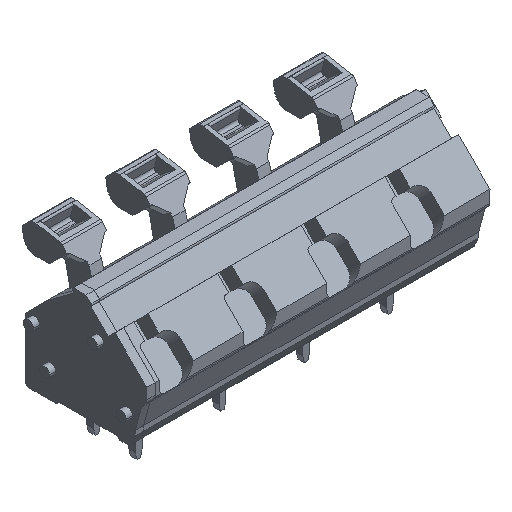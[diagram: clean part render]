
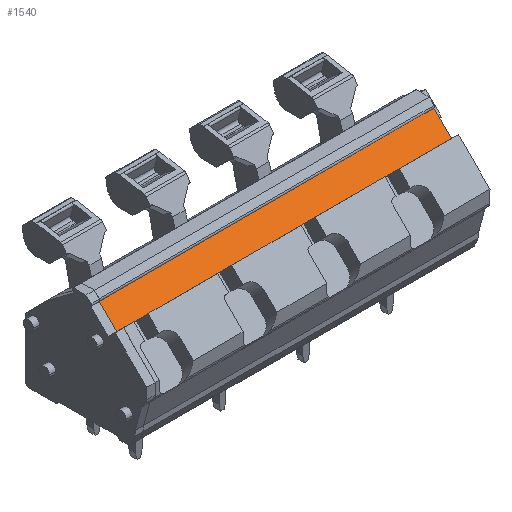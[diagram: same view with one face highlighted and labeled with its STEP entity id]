
A CAD part, isometric view. The second image highlights one B-rep face of the part: STEP entity #1540.
In plain terms, the highlighted planar face has unit normal (0, -0.707, 0.707).
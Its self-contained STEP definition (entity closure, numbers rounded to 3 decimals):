
#1456=AXIS2_PLACEMENT_3D('Plane Axis2P3D',#1453,#1454,#1455) ;
#252=CARTESIAN_POINT('Vertex',(1.7,4.588,13.954)) ;
#255=CARTESIAN_POINT('Line Origine',(1.7,5.637,15.003)) ;
#259=CARTESIAN_POINT('Vertex',(1.7,6.686,16.052)) ;
#1437=CARTESIAN_POINT('Vertex',(2.93,4.588,13.954)) ;
#1440=CARTESIAN_POINT('Line Origine',(2.315,4.588,13.954)) ;
#1453=CARTESIAN_POINT('Axis2P3D Location',(6.7,6.686,16.052)) ;
#1458=CARTESIAN_POINT('Line Origine',(3.774,4.588,13.954)) ;
#1462=CARTESIAN_POINT('Vertex',(4.617,4.588,13.954)) ;
#1465=CARTESIAN_POINT('Line Origine',(8.774,4.588,13.954)) ;
#1469=CARTESIAN_POINT('Vertex',(12.93,4.588,13.954)) ;
#1472=CARTESIAN_POINT('Line Origine',(13.774,4.588,13.954)) ;
#1476=CARTESIAN_POINT('Vertex',(14.617,4.588,13.954)) ;
#1479=CARTESIAN_POINT('Line Origine',(18.774,4.588,13.954)) ;
#1483=CARTESIAN_POINT('Vertex',(22.93,4.588,13.954)) ;
#1486=CARTESIAN_POINT('Line Origine',(23.774,4.588,13.954)) ;
#1490=CARTESIAN_POINT('Vertex',(24.617,4.588,13.954)) ;
#1493=CARTESIAN_POINT('Line Origine',(28.774,4.588,13.954)) ;
#1497=CARTESIAN_POINT('Vertex',(32.93,4.588,13.954)) ;
#1500=CARTESIAN_POINT('Line Origine',(33.774,4.588,13.954)) ;
#1504=CARTESIAN_POINT('Vertex',(34.617,4.588,13.954)) ;
#1507=CARTESIAN_POINT('Line Origine',(38.159,4.588,13.954)) ;
#1511=CARTESIAN_POINT('Vertex',(41.7,4.588,13.954)) ;
#1514=CARTESIAN_POINT('Line Origine',(41.7,5.637,15.003)) ;
#1518=CARTESIAN_POINT('Vertex',(41.7,6.686,16.052)) ;
#1521=CARTESIAN_POINT('Line Origine',(21.7,6.686,16.052)) ;
#256=DIRECTION('Vector Direction',(0.,-0.707,-0.707)) ;
#1441=DIRECTION('Vector Direction',(-1.,0.,0.)) ;
#1454=DIRECTION('Axis2P3D Direction',(0.,0.707,-0.707)) ;
#1455=DIRECTION('Axis2P3D XDirection',(0.,-0.707,-0.707)) ;
#1459=DIRECTION('Vector Direction',(-1.,0.,0.)) ;
#1466=DIRECTION('Vector Direction',(-1.,0.,0.)) ;
#1473=DIRECTION('Vector Direction',(-1.,0.,0.)) ;
#1480=DIRECTION('Vector Direction',(-1.,0.,0.)) ;
#1487=DIRECTION('Vector Direction',(-1.,0.,0.)) ;
#1494=DIRECTION('Vector Direction',(-1.,0.,0.)) ;
#1501=DIRECTION('Vector Direction',(-1.,0.,0.)) ;
#1508=DIRECTION('Vector Direction',(-1.,0.,0.)) ;
#1515=DIRECTION('Vector Direction',(0.,-0.707,-0.707)) ;
#1522=DIRECTION('Vector Direction',(-1.,0.,0.)) ;
#257=VECTOR('Line Direction',#256,1.) ;
#1442=VECTOR('Line Direction',#1441,1.) ;
#1460=VECTOR('Line Direction',#1459,1.) ;
#1467=VECTOR('Line Direction',#1466,1.) ;
#1474=VECTOR('Line Direction',#1473,1.) ;
#1481=VECTOR('Line Direction',#1480,1.) ;
#1488=VECTOR('Line Direction',#1487,1.) ;
#1495=VECTOR('Line Direction',#1494,1.) ;
#1502=VECTOR('Line Direction',#1501,1.) ;
#1509=VECTOR('Line Direction',#1508,1.) ;
#1516=VECTOR('Line Direction',#1515,1.) ;
#1523=VECTOR('Line Direction',#1522,1.) ;
#1527=ORIENTED_EDGE('',*,*,#1444,.F.) ;
#1528=ORIENTED_EDGE('',*,*,#1464,.F.) ;
#1529=ORIENTED_EDGE('',*,*,#1471,.F.) ;
#1530=ORIENTED_EDGE('',*,*,#1478,.F.) ;
#1531=ORIENTED_EDGE('',*,*,#1485,.F.) ;
#1532=ORIENTED_EDGE('',*,*,#1492,.F.) ;
#1533=ORIENTED_EDGE('',*,*,#1499,.F.) ;
#1534=ORIENTED_EDGE('',*,*,#1506,.F.) ;
#1535=ORIENTED_EDGE('',*,*,#1513,.F.) ;
#1536=ORIENTED_EDGE('',*,*,#1520,.T.) ;
#1537=ORIENTED_EDGE('',*,*,#1525,.T.) ;
#1538=ORIENTED_EDGE('',*,*,#261,.F.) ;
#1540=ADVANCED_FACE('Housing\\LMZF500-housing',(#1539),#1457,.F.) ;
#261=EDGE_CURVE('',#253,#260,#258,.F.) ;
#1444=EDGE_CURVE('',#1438,#253,#1443,.T.) ;
#1464=EDGE_CURVE('',#1463,#1438,#1461,.T.) ;
#1471=EDGE_CURVE('',#1470,#1463,#1468,.T.) ;
#1478=EDGE_CURVE('',#1477,#1470,#1475,.T.) ;
#1485=EDGE_CURVE('',#1484,#1477,#1482,.T.) ;
#1492=EDGE_CURVE('',#1491,#1484,#1489,.T.) ;
#1499=EDGE_CURVE('',#1498,#1491,#1496,.T.) ;
#1506=EDGE_CURVE('',#1505,#1498,#1503,.T.) ;
#1513=EDGE_CURVE('',#1512,#1505,#1510,.T.) ;
#1520=EDGE_CURVE('',#1512,#1519,#1517,.F.) ;
#1525=EDGE_CURVE('',#1519,#260,#1524,.T.) ;
#1526=EDGE_LOOP('',(#1527,#1528,#1529,#1530,#1531,#1532,#1533,#1534,#1535,#1536,#1537,#1538)) ;
#1539=FACE_OUTER_BOUND('',#1526,.T.) ;
#258=LINE('Line',#255,#257) ;
#1443=LINE('Line',#1440,#1442) ;
#1461=LINE('Line',#1458,#1460) ;
#1468=LINE('Line',#1465,#1467) ;
#1475=LINE('Line',#1472,#1474) ;
#1482=LINE('Line',#1479,#1481) ;
#1489=LINE('Line',#1486,#1488) ;
#1496=LINE('Line',#1493,#1495) ;
#1503=LINE('Line',#1500,#1502) ;
#1510=LINE('Line',#1507,#1509) ;
#1517=LINE('Line',#1514,#1516) ;
#1524=LINE('Line',#1521,#1523) ;
#1457=PLANE('',#1456) ;
#253=VERTEX_POINT('',#252) ;
#260=VERTEX_POINT('',#259) ;
#1438=VERTEX_POINT('',#1437) ;
#1463=VERTEX_POINT('',#1462) ;
#1470=VERTEX_POINT('',#1469) ;
#1477=VERTEX_POINT('',#1476) ;
#1484=VERTEX_POINT('',#1483) ;
#1491=VERTEX_POINT('',#1490) ;
#1498=VERTEX_POINT('',#1497) ;
#1505=VERTEX_POINT('',#1504) ;
#1512=VERTEX_POINT('',#1511) ;
#1519=VERTEX_POINT('',#1518) ;
